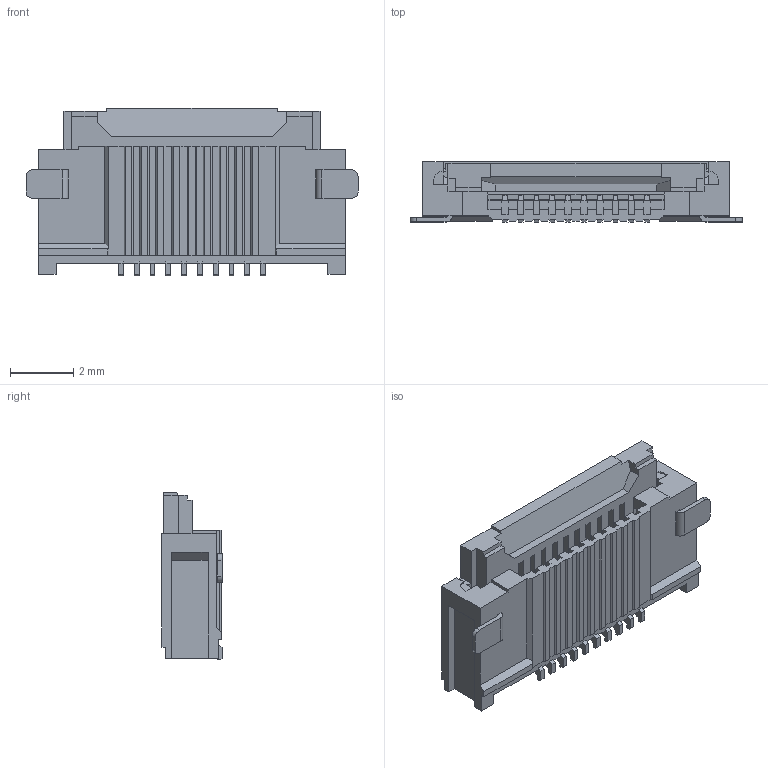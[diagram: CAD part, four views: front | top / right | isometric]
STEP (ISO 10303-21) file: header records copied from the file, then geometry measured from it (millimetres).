
FILE_DESCRIPTION((''),'2;1');
FILE_NAME('5051101097','2019-06-14T',('gga'),(''),'PRO/ENGINEER BY PARAMETRIC TECHNOLOGY CORPORATION, 2016010','PRO/ENGINEER BY PARAMETRIC TECHNOLOGY CORPORATION, 2016010','');
FILE_SCHEMA(('CONFIG_CONTROL_DESIGN'));
Length unit declared in the file: millimetre
Products named in the file (1): 5051101097
Bounding box: 10.5 x 1.9 x 5.3 mm (x, y, z)
Volume: 56.7 mm3; surface area: 249.5 mm2
Topology: 1 solids, 1 shells, 692 faces, 2038 edges, 1356 vertices
Faces by surface type: plane 596, cylinder 96
Entity records: 22660 total; most frequent: CARTESIAN_POINT 4046, ORIENTED_EDGE 3980, DIRECTION 3614, EDGE_CURVE 1990, VECTOR 1844, LINE 1844, VERTEX_POINT 1308, AXIS2_PLACEMENT_3D 885
